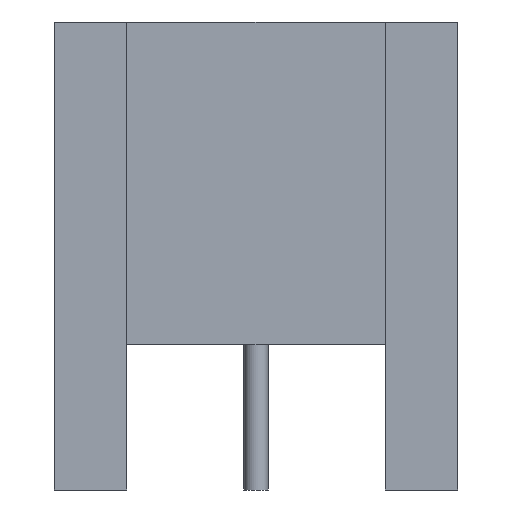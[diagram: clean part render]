
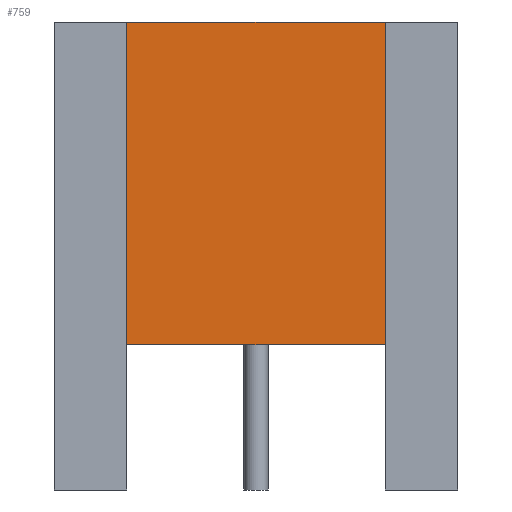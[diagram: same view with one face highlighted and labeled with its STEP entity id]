
A CAD part, front view. The second image highlights one B-rep face of the part: STEP entity #759.
In plain terms, the highlighted planar face has unit normal (0, -1, 0).
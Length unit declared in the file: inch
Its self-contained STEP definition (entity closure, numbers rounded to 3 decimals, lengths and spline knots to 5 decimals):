
#6 = DIRECTION ( 'NONE',  ( 0., 0., 1. ) ) ;
#15 = CARTESIAN_POINT ( 'NONE',  ( 0., -0.0815, 0. ) ) ;
#31 = VERTEX_POINT ( 'NONE', #427 ) ;
#76 = CARTESIAN_POINT ( 'NONE',  ( 0.08, -0.0815, -0.2 ) ) ;
#134 = CARTESIAN_POINT ( 'NONE',  ( 0.08, -0.0815, 0. ) ) ;
#143 = ORIENTED_EDGE ( 'NONE', *, *, #660, .T. ) ;
#264 = LINE ( 'NONE', #806, #673 ) ;
#351 = ORIENTED_EDGE ( 'NONE', *, *, #616, .T. ) ;
#356 = PLANE ( 'NONE',  #761 ) ;
#359 = DIRECTION ( 'NONE',  ( 0., -1., 0. ) ) ;
#367 = LINE ( 'NONE', #756, #692 ) ;
#427 = CARTESIAN_POINT ( 'NONE',  ( -0.08, -0.0815, -0.2 ) ) ;
#430 = LINE ( 'NONE', #15, #765 ) ;
#456 = LINE ( 'NONE', #887, #717 ) ;
#511 = DIRECTION ( 'NONE',  ( 1., 0., 0. ) ) ;
#562 = VERTEX_POINT ( 'NONE', #741 ) ;
#613 = FACE_OUTER_BOUND ( 'NONE', #708, .T. ) ;
#616 = EDGE_CURVE ( 'NONE', #675, #697, #264, .T. ) ;
#618 = ORIENTED_EDGE ( 'NONE', *, *, #749, .F. ) ;
#660 = EDGE_CURVE ( 'NONE', #31, #675, #456, .T. ) ;
#673 = VECTOR ( 'NONE', #6, 39.37008 ) ;
#675 = VERTEX_POINT ( 'NONE', #76 ) ;
#692 = VECTOR ( 'NONE', #823, 39.37008 ) ;
#697 = VERTEX_POINT ( 'NONE', #134 ) ;
#708 = EDGE_LOOP ( 'NONE', ( #820, #618, #143, #351 ) ) ;
#717 = VECTOR ( 'NONE', #760, 39.37008 ) ;
#741 = CARTESIAN_POINT ( 'NONE',  ( -0.08, -0.0815, 0. ) ) ;
#749 = EDGE_CURVE ( 'NONE', #31, #562, #367, .T. ) ;
#754 = CARTESIAN_POINT ( 'NONE',  ( 0., -0.0815, -0.2 ) ) ;
#756 = CARTESIAN_POINT ( 'NONE',  ( -0.08, -0.0815, -0.2 ) ) ;
#759 = ADVANCED_FACE ( 'NONE', ( #613 ), #356, .T. ) ;
#760 = DIRECTION ( 'NONE',  ( 1., 0., 0. ) ) ;
#761 = AXIS2_PLACEMENT_3D ( 'NONE', #754, #359, #886 ) ;
#765 = VECTOR ( 'NONE', #511, 39.37008 ) ;
#806 = CARTESIAN_POINT ( 'NONE',  ( 0.08, -0.0815, -0.2 ) ) ;
#809 = EDGE_CURVE ( 'NONE', #562, #697, #430, .T. ) ;
#820 = ORIENTED_EDGE ( 'NONE', *, *, #809, .F. ) ;
#823 = DIRECTION ( 'NONE',  ( 0., 0., 1. ) ) ;
#886 = DIRECTION ( 'NONE',  ( 0., 0., -1. ) ) ;
#887 = CARTESIAN_POINT ( 'NONE',  ( 0., -0.0815, -0.2 ) ) ;
